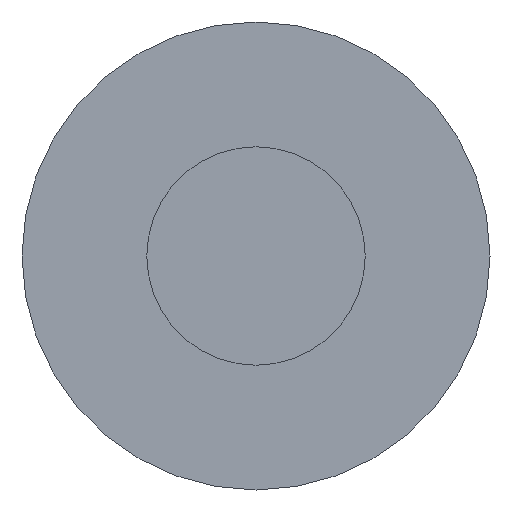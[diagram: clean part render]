
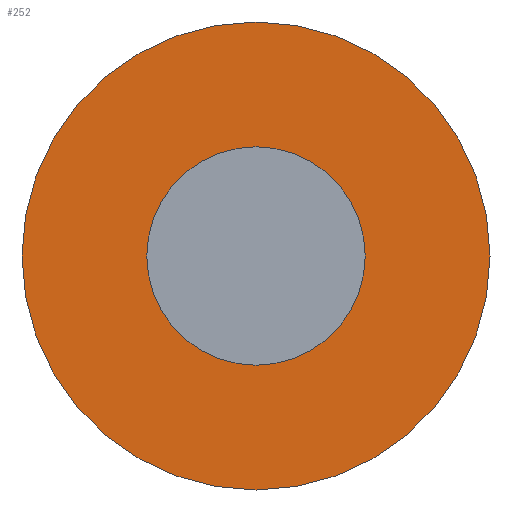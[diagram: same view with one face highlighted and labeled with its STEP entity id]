
A CAD part, front view. The second image highlights one B-rep face of the part: STEP entity #252.
In plain terms, the highlighted planar face has unit normal (0, -1, 0).
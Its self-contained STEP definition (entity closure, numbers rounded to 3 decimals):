
#18=CARTESIAN_POINT('',(0.,0.,0.));
#19=DIRECTION('',(0.,1.,0.));
#20=DIRECTION('',(1.,0.,0.));
#21=AXIS2_PLACEMENT_3D('',#18,#19,#20);
#27=CARTESIAN_POINT('',(0.,0.,0.));
#28=DIRECTION('',(0.,-1.,0.));
#29=DIRECTION('',(1.,0.,0.));
#30=AXIS2_PLACEMENT_3D('',#27,#28,#29);
#72=CARTESIAN_POINT('',(0.,0.,0.));
#73=DIRECTION('',(0.,-1.,0.));
#74=DIRECTION('',(1.,0.,0.));
#75=AXIS2_PLACEMENT_3D('',#72,#73,#74);
#87=CARTESIAN_POINT('',(0.,0.,0.));
#88=DIRECTION('',(0.,1.,0.));
#89=DIRECTION('',(1.,0.,0.));
#90=AXIS2_PLACEMENT_3D('',#87,#88,#89);
#205=CARTESIAN_POINT('',(0.75,0.,0.));
#207=VERTEX_POINT('',#205);
#217=CARTESIAN_POINT('',(-0.75,0.,0.));
#219=VERTEX_POINT('',#217);
#228=CARTESIAN_POINT('',(0.35,0.,0.));
#230=VERTEX_POINT('',#228);
#232=CARTESIAN_POINT('',(-0.35,0.,0.));
#234=VERTEX_POINT('',#232);
#235=CARTESIAN_POINT('',(0.,0.,0.));
#236=DIRECTION('',(0.,1.,0.));
#237=DIRECTION('',(1.,0.,0.));
#238=AXIS2_PLACEMENT_3D('',#235,#236,#237);
#239=PLANE('',#238);
#241=ORIENTED_EDGE('',*,*,#240,.F.);
#243=ORIENTED_EDGE('',*,*,#242,.T.);
#244=EDGE_LOOP('',(#241,#243));
#245=FACE_OUTER_BOUND('',#244,.F.);
#247=ORIENTED_EDGE('',*,*,#246,.F.);
#249=ORIENTED_EDGE('',*,*,#248,.T.);
#250=EDGE_LOOP('',(#247,#249));
#251=FACE_BOUND('',#250,.F.);
#252=ADVANCED_FACE('',(#245,#251),#239,.F.);
#22=CIRCLE('',#21,0.35);
#31=CIRCLE('',#30,0.35);
#76=CIRCLE('',#75,0.75);
#91=CIRCLE('',#90,0.75);
#240=EDGE_CURVE('',#207,#219,#76,.T.);
#242=EDGE_CURVE('',#207,#219,#91,.T.);
#246=EDGE_CURVE('',#230,#234,#22,.T.);
#248=EDGE_CURVE('',#230,#234,#31,.T.);
